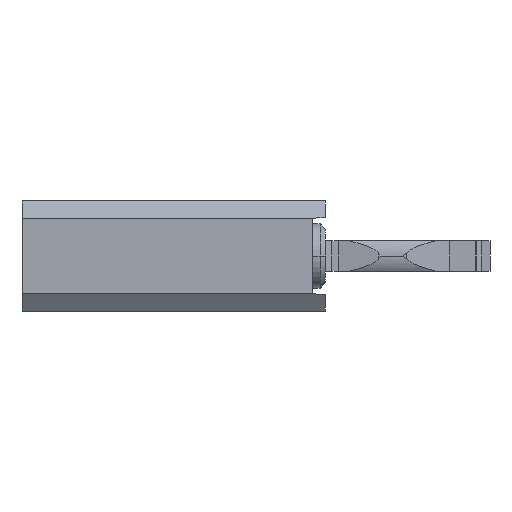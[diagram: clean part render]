
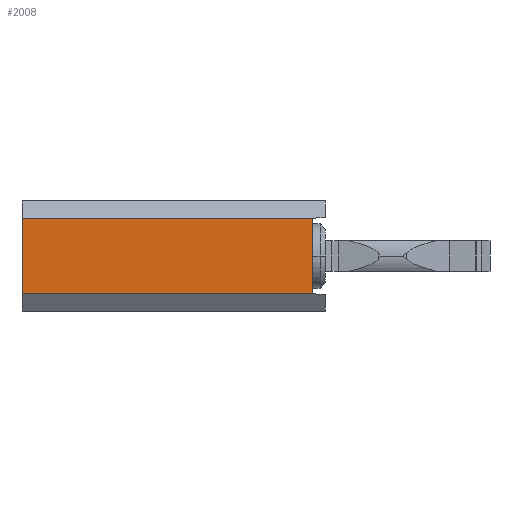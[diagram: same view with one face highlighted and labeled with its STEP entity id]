
A CAD part, left-side view. The second image highlights one B-rep face of the part: STEP entity #2008.
In plain terms, the highlighted planar face has unit normal (-1, 0, 0).
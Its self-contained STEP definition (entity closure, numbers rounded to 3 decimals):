
#2008=ADVANCED_FACE('',(#4048),#4049,.T.);
#4048=FACE_OUTER_BOUND('',#6085,.T.);
#4049=PLANE('',#6086);
#6085=EDGE_LOOP('',(#12040,#12041,#12042,#12043));
#6086=AXIS2_PLACEMENT_3D('',#12044,#12045,#12046);
#12040=ORIENTED_EDGE('',*,*,#14119,.T.);
#12041=ORIENTED_EDGE('',*,*,#14416,.T.);
#12042=ORIENTED_EDGE('',*,*,#14328,.T.);
#12043=ORIENTED_EDGE('',*,*,#14418,.F.);
#12044=CARTESIAN_POINT('',(-10.16,0.,0.));
#12045=DIRECTION('',(-1.0,0.0,0.0));
#12046=DIRECTION('',(0.0,0.,1.0));
#14119=EDGE_CURVE('',#17352,#17282,#17353,.T.);
#14328=EDGE_CURVE('',#17662,#17660,#17663,.T.);
#14416=EDGE_CURVE('',#17282,#17662,#17778,.T.);
#14418=EDGE_CURVE('',#17352,#17660,#17780,.T.);
#17282=VERTEX_POINT('',#22342);
#17352=VERTEX_POINT('',#22447);
#17353=LINE('',#22448,#22449);
#17660=VERTEX_POINT('',#22912);
#17662=VERTEX_POINT('',#22915);
#17663=LINE('',#22916,#22917);
#17778=LINE('',#23087,#23088);
#17780=LINE('',#23090,#23091);
#22342=CARTESIAN_POINT('',(-10.16,0.3,0.87));
#22447=CARTESIAN_POINT('',(-10.16,0.3,-0.87));
#22448=CARTESIAN_POINT('',(-10.16,0.3,0.));
#22449=VECTOR('',#25445,1.0);
#22912=CARTESIAN_POINT('',(-10.16,7.0,-0.87));
#22915=CARTESIAN_POINT('',(-10.16,7.0,0.87));
#22916=CARTESIAN_POINT('',(-10.16,7.0,0.87));
#22917=VECTOR('',#25603,1.0);
#23087=CARTESIAN_POINT('',(-10.16,0.,0.87));
#23088=VECTOR('',#25659,1.0);
#23090=CARTESIAN_POINT('',(-10.16,0.,-0.87));
#23091=VECTOR('',#25660,1.0);
#25445=DIRECTION('',(0.0,-0.0,1.0));
#25603=DIRECTION('',(0.0,0.,-1.0));
#25659=DIRECTION('',(0.0,1.0,0.));
#25660=DIRECTION('',(0.0,1.0,0.));
